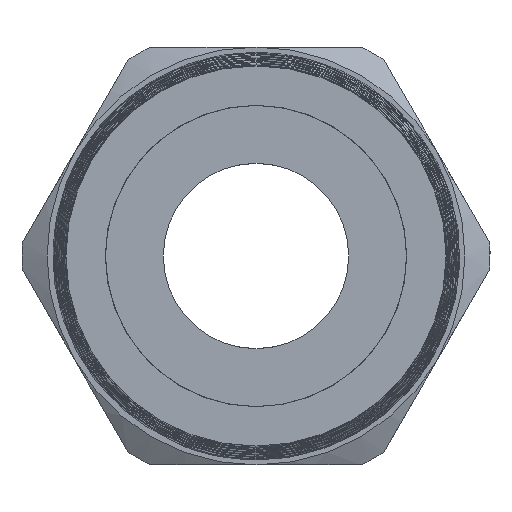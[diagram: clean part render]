
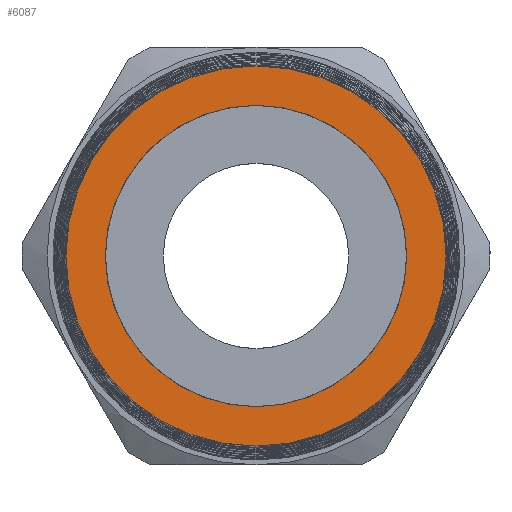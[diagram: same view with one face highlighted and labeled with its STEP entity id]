
A CAD part, left-side view. The second image highlights one B-rep face of the part: STEP entity #6087.
In plain terms, the highlighted planar face has unit normal (-1, 0, 0).
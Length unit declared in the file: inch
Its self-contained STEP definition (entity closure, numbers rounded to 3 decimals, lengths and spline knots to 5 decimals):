
#26 = DIRECTION ( 'NONE',  ( 0., 0., 1. ) ) ;
#27 = DIRECTION ( 'NONE',  ( -1., 0., 0. ) ) ;
#28 = CARTESIAN_POINT ( 'NONE',  ( -3.94, 0., 0. ) ) ;
#29 = AXIS2_PLACEMENT_3D ( 'NONE', #28, #27, #26 ) ;
#30 = CIRCLE ( 'NONE', #29, 0.38204 ) ;
#1884 = DIRECTION ( 'NONE',  ( 0., 0., 1. ) ) ;
#1885 = DIRECTION ( 'NONE',  ( -1., 0., 0. ) ) ;
#1886 = CARTESIAN_POINT ( 'NONE',  ( -3.94, 0., 0. ) ) ;
#1887 = AXIS2_PLACEMENT_3D ( 'NONE', #1886, #1885, #1884 ) ;
#1888 = CIRCLE ( 'NONE', #1887, 0.48204 ) ;
#1889 = DIRECTION ( 'NONE',  ( 0., 0., 1. ) ) ;
#1890 = DIRECTION ( 'NONE',  ( -1., 0., 0. ) ) ;
#1891 = CARTESIAN_POINT ( 'NONE',  ( -3.94, 0., 0. ) ) ;
#1892 = AXIS2_PLACEMENT_3D ( 'NONE', #1891, #1890, #1889 ) ;
#1893 = PLANE ( 'NONE',  #1892 ) ;
#1894 = FACE_BOUND ( 'NONE', #6092, .T. ) ;
#1895 = FACE_OUTER_BOUND ( 'NONE', #6088, .T. ) ;
#5137 = EDGE_CURVE ( 'NONE', #5138, #5139, #8422, .T. ) ;
#5138 = VERTEX_POINT ( 'NONE', #8476 ) ;
#5139 = VERTEX_POINT ( 'NONE', #8475 ) ;
#5145 = EDGE_CURVE ( 'NONE', #5146, #5147, #8469, .T. ) ;
#5146 = VERTEX_POINT ( 'NONE', #8464 ) ;
#5147 = VERTEX_POINT ( 'NONE', #8463 ) ;
#6087 = ADVANCED_FACE ( 'NONE', ( #1895, #1894 ), #1893, .T. ) ;
#6088 = EDGE_LOOP ( 'NONE', ( #6089, #6091 ) ) ;
#6089 = ORIENTED_EDGE ( 'NONE', *, *, #6090, .T. ) ;
#6090 = EDGE_CURVE ( 'NONE', #5147, #5146, #1888, .T. ) ;
#6091 = ORIENTED_EDGE ( 'NONE', *, *, #5145, .T. ) ;
#6092 = EDGE_LOOP ( 'NONE', ( #6093, #6094 ) ) ;
#6093 = ORIENTED_EDGE ( 'NONE', *, *, #5137, .F. ) ;
#6094 = ORIENTED_EDGE ( 'NONE', *, *, #6114, .F. ) ;
#6114 = EDGE_CURVE ( 'NONE', #5139, #5138, #30, .T. ) ;
#8415 = DIRECTION ( 'NONE',  ( -1., 0., 0. ) ) ;
#8416 = CARTESIAN_POINT ( 'NONE',  ( -3.94, 0., 0. ) ) ;
#8417 = AXIS2_PLACEMENT_3D ( 'NONE', #8416, #8415, #8477 ) ;
#8422 = CIRCLE ( 'NONE', #8417, 0.38204 ) ;
#8463 = CARTESIAN_POINT ( 'NONE',  ( -3.94, 0., -0.48204 ) ) ;
#8464 = CARTESIAN_POINT ( 'NONE',  ( -3.94, 0., 0.48204 ) ) ;
#8465 = DIRECTION ( 'NONE',  ( 0., 0., 1. ) ) ;
#8466 = DIRECTION ( 'NONE',  ( -1., 0., 0. ) ) ;
#8467 = CARTESIAN_POINT ( 'NONE',  ( -3.94, 0., 0. ) ) ;
#8468 = AXIS2_PLACEMENT_3D ( 'NONE', #8467, #8466, #8465 ) ;
#8469 = CIRCLE ( 'NONE', #8468, 0.48204 ) ;
#8475 = CARTESIAN_POINT ( 'NONE',  ( -3.94, 0., 0.38204 ) ) ;
#8476 = CARTESIAN_POINT ( 'NONE',  ( -3.94, 0., -0.38204 ) ) ;
#8477 = DIRECTION ( 'NONE',  ( 0., 0., 1. ) ) ;
